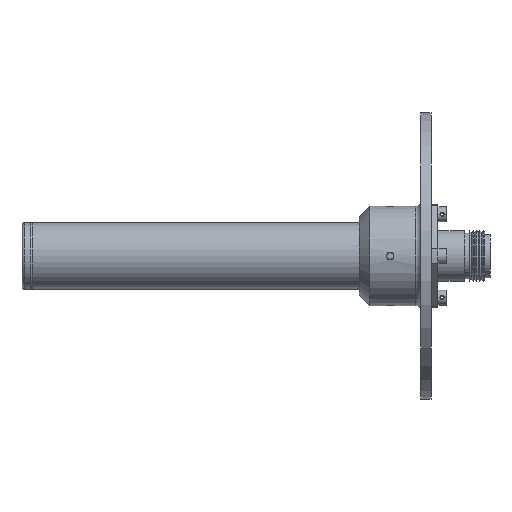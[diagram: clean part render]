
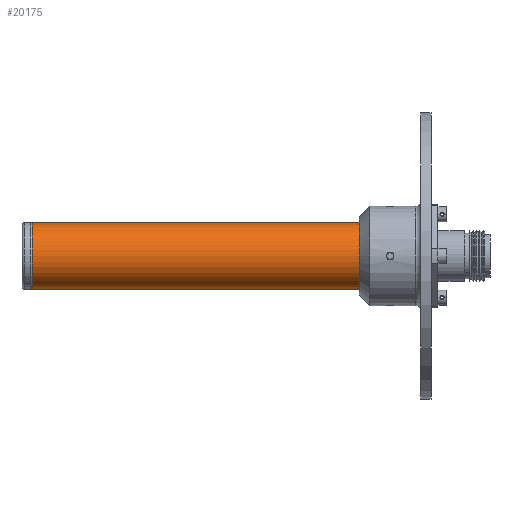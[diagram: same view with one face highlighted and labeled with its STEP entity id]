
A CAD part, left-side view. The second image highlights one B-rep face of the part: STEP entity #20175.
In plain terms, the highlighted cylindrical face has radius 10.312 mm (diameter 20.625 mm), a partial arc.
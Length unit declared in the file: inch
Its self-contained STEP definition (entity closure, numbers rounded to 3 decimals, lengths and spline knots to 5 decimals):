
#1252 = VECTOR ( 'NONE', #21314, 39.37008 ) ;
#3046 = CARTESIAN_POINT ( 'NONE',  ( 0., 0., -0.406 ) ) ;
#4198 = ORIENTED_EDGE ( 'NONE', *, *, #18117, .F. ) ;
#5619 = ORIENTED_EDGE ( 'NONE', *, *, #24593, .F. ) ;
#6316 = CIRCLE ( 'NONE', #23203, 0.406 ) ;
#7179 = VECTOR ( 'NONE', #16778, 39.37008 ) ;
#7561 = CARTESIAN_POINT ( 'NONE',  ( 0., 0., -0.406 ) ) ;
#8390 = VERTEX_POINT ( 'NONE', #11461 ) ;
#8990 = DIRECTION ( 'NONE',  ( 1., 0., 0. ) ) ;
#9070 = EDGE_CURVE ( 'NONE', #11114, #19684, #9514, .T. ) ;
#9514 = LINE ( 'NONE', #16318, #1252 ) ;
#9853 = CARTESIAN_POINT ( 'NONE',  ( 0., 0., 0. ) ) ;
#10899 = CARTESIAN_POINT ( 'NONE',  ( 0., 0., 0. ) ) ;
#11114 = VERTEX_POINT ( 'NONE', #17588 ) ;
#11461 = CARTESIAN_POINT ( 'NONE',  ( 0., 4.875, -0.406 ) ) ;
#12400 = LINE ( 'NONE', #7561, #7179 ) ;
#13174 = FACE_OUTER_BOUND ( 'NONE', #20418, .T. ) ;
#13532 = CARTESIAN_POINT ( 'NONE',  ( 0., 4.875, 0. ) ) ;
#15483 = DIRECTION ( 'NONE',  ( 0., -1., 0. ) ) ;
#16318 = CARTESIAN_POINT ( 'NONE',  ( 0., 0., 0.406 ) ) ;
#16778 = DIRECTION ( 'NONE',  ( 0., 1., 0. ) ) ;
#16933 = AXIS2_PLACEMENT_3D ( 'NONE', #13532, #15483, #8990 ) ;
#17588 = CARTESIAN_POINT ( 'NONE',  ( 0., 0., 0.406 ) ) ;
#17855 = DIRECTION ( 'NONE',  ( 0., 0., 1. ) ) ;
#18117 = EDGE_CURVE ( 'NONE', #27614, #8390, #12400, .T. ) ;
#18678 = CARTESIAN_POINT ( 'NONE',  ( 0., 4.875, 0.406 ) ) ;
#19684 = VERTEX_POINT ( 'NONE', #18678 ) ;
#19797 = EDGE_CURVE ( 'NONE', #19684, #8390, #26556, .T. ) ;
#20175 = ADVANCED_FACE ( 'NONE', ( #13174 ), #22383, .T. ) ;
#20418 = EDGE_LOOP ( 'NONE', ( #4198, #5619, #27566, #23263 ) ) ;
#21314 = DIRECTION ( 'NONE',  ( 0., 1., 0. ) ) ;
#22383 = CYLINDRICAL_SURFACE ( 'NONE', #24152, 0.406 ) ;
#23004 = DIRECTION ( 'NONE',  ( 0., -1., 0. ) ) ;
#23203 = AXIS2_PLACEMENT_3D ( 'NONE', #9853, #23004, #28135 ) ;
#23263 = ORIENTED_EDGE ( 'NONE', *, *, #19797, .T. ) ;
#24152 = AXIS2_PLACEMENT_3D ( 'NONE', #10899, #29318, #17855 ) ;
#24593 = EDGE_CURVE ( 'NONE', #11114, #27614, #6316, .T. ) ;
#26556 = CIRCLE ( 'NONE', #16933, 0.406 ) ;
#27566 = ORIENTED_EDGE ( 'NONE', *, *, #9070, .T. ) ;
#27614 = VERTEX_POINT ( 'NONE', #3046 ) ;
#28135 = DIRECTION ( 'NONE',  ( 1., 0., 0. ) ) ;
#29318 = DIRECTION ( 'NONE',  ( 0., 1., 0. ) ) ;
